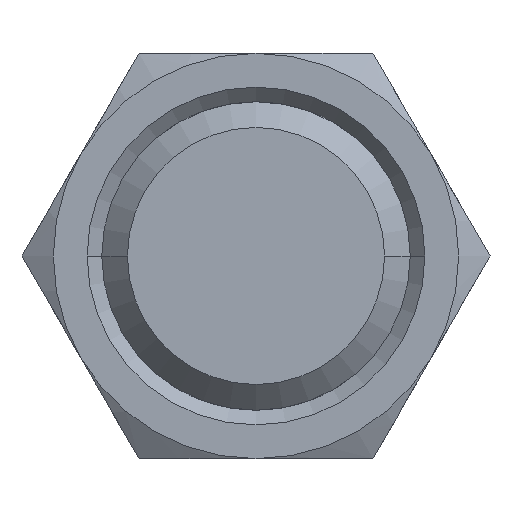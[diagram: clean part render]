
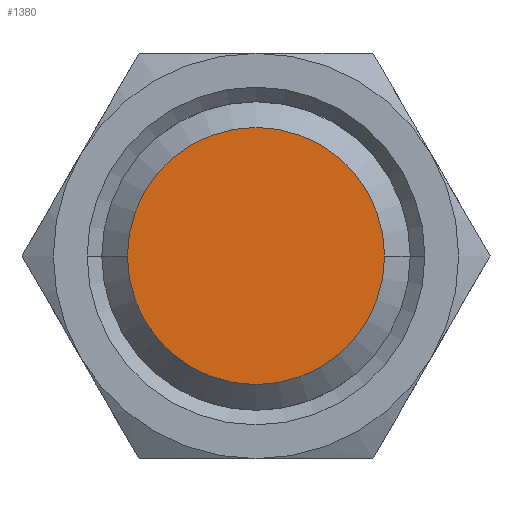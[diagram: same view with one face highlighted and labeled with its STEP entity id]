
A CAD part, left-side view. The second image highlights one B-rep face of the part: STEP entity #1380.
In plain terms, the highlighted planar face has unit normal (-1, 0, 0).
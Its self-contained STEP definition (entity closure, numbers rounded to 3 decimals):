
#228=CARTESIAN_POINT('',(-8.,0.,0.));
#229=DIRECTION('',(-1.,0.,0.));
#230=DIRECTION('',(0.,-1.,0.));
#231=AXIS2_PLACEMENT_3D('',#228,#229,#230);
#233=CARTESIAN_POINT('',(-8.,0.,0.));
#234=DIRECTION('',(-1.,0.,0.));
#235=DIRECTION('',(0.,1.,0.));
#236=AXIS2_PLACEMENT_3D('',#233,#234,#235);
#904=CARTESIAN_POINT('',(-8.,-5.,0.));
#905=CARTESIAN_POINT('',(-8.,5.,0.));
#906=VERTEX_POINT('',#904);
#907=VERTEX_POINT('',#905);
#1371=CARTESIAN_POINT('',(-8.,0.,0.));
#1372=DIRECTION('',(-1.,0.,0.));
#1373=DIRECTION('',(0.,-1.,0.));
#1374=AXIS2_PLACEMENT_3D('',#1371,#1372,#1373);
#1375=PLANE('',#1374);
#1376=ORIENTED_EDGE('',*,*,#1319,.F.);
#1377=ORIENTED_EDGE('',*,*,#1297,.F.);
#1378=EDGE_LOOP('',(#1376,#1377));
#1379=FACE_OUTER_BOUND('',#1378,.F.);
#1380=ADVANCED_FACE('',(#1379),#1375,.T.);
#232=CIRCLE('',#231,5.);
#237=CIRCLE('',#236,5.);
#1297=EDGE_CURVE('',#907,#906,#237,.T.);
#1319=EDGE_CURVE('',#906,#907,#232,.T.);
